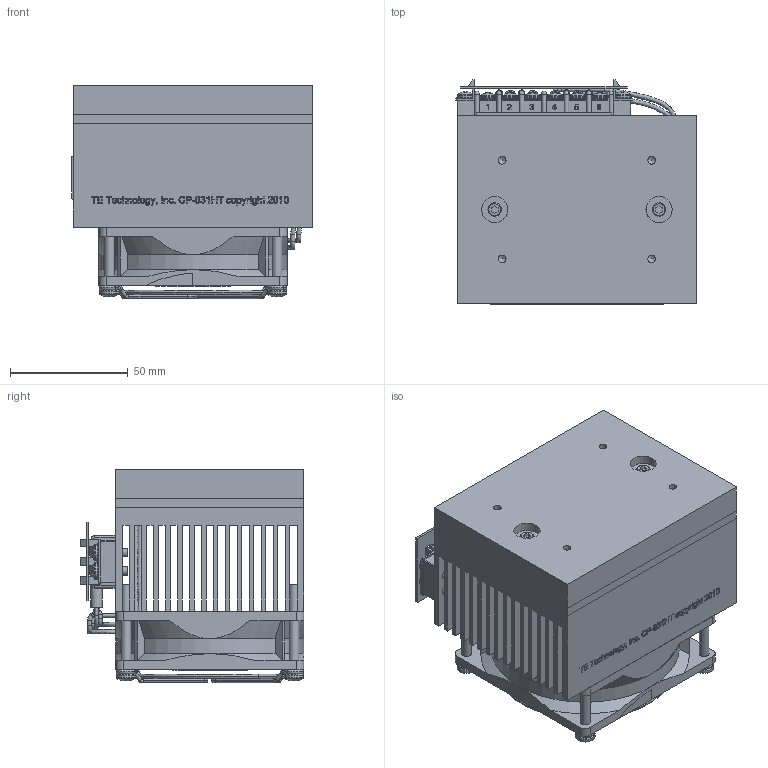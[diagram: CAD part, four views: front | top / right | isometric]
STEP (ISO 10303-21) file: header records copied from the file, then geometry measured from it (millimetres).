
FILE_DESCRIPTION(/* description */ ('Alibre Inc.'),/* implementation_level */ '2;1');
FILE_NAME(/* name */ 'export-1A4C8977-ABA6-4B45-9582-2A1E765CBB2C',/* time_stamp */ '2022-01-18T12:48:33-05:00',/* author */ (''),/* organization */ (''),/* preprocessor_version */ 'ST-DEVELOPER v17',/* originating_system */ 'Alibre',/* authorisation */ '');
FILE_SCHEMA (('AUTOMOTIVE_DESIGN'));
Length unit declared in the file: inch
Products named in the file (40): rev F; rev E; sc80_w2
Bounding box: 102.36 x 95.17 x 90.79 mm (x, y, z)
Volume: 374087.8 mm3; surface area: 247004 mm2
Topology: 121 solids, 121 shells, 2626 faces, 6726 edges, 4418 vertices
Faces by surface type: plane 1533, bspline 458, cylinder 415, torus 143, cone 36, sphere 25, revolution 8, extrusion 8
Full cylindrical faces by diameter (mm): 1.422 x9, 1.524 x2, 1.829 x6, 2.459 x2, 2.642 x18, 3.242 x4, 3.505 x23, 4.166 x8, 4.216 x2, 4.267 x2, 4.293 x8, 4.318 x4, 4.699 x4, 5.588 x2, 5.74 x2, 6.299 x2, 6.35 x2, 6.858 x21, 7.493 x4, 8.179 x4, 9.525 x2, 10.312 x2, 11.125 x4, 36.22 x1
Entity records: 55340 total; most frequent: CARTESIAN_POINT 17509, ORIENTED_EDGE 8442, DIRECTION 5467, EDGE_CURVE 4221, VERTEX_POINT 2829, VECTOR 2445, LINE 2437, AXIS2_PLACEMENT_3D 1959
